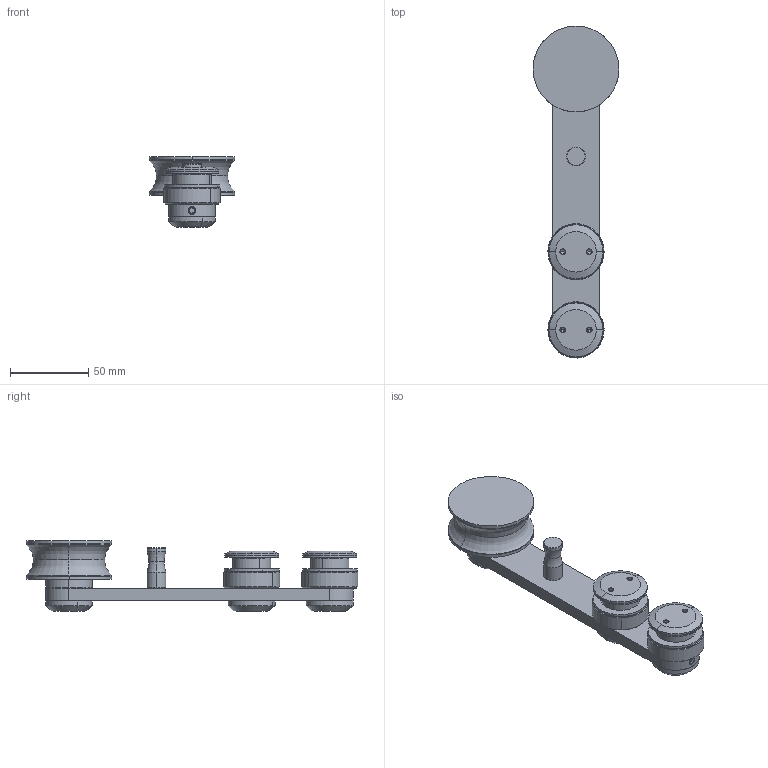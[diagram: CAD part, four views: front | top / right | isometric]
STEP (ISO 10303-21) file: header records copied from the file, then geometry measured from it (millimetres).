
FILE_DESCRIPTION (( 'STEP AP203' ), '1' );
FILE_NAME ('60810-240.step', '2018-07-23T12:05:19', ( '' ), ( '' ), 'SwSTEP 2.0', 'SolidWorks 2015', '' );
FILE_SCHEMA (( 'CONFIG_CONTROL_DESIGN' ));
Length unit declared in the file: millimetre
Products named in the file (18): 6081X-240 Teil2_6081X-240 Teil2; 60810-240 Teil1_60810-240 Teil1; 6081X-240 Teil10_6081X-240 Teil10; 6081X-240 Teil11_6081X-240 Teil11; 6081X-240 Teil5_6081X-240 Teil5; 6081X-240 Teil3_6081X-240 Teil3; 6081X-240 Teil8_6081X-240 Teil8; DIN-7991 M6-M10_DIN7991 M6x14; 6081X-240 Teil6_6081X-240 Teil6; 60810-240; 6081X-240 Teil7_6081X-240 Teil7; radial ball bearing_68_din_DIN 625 - 6002 - 12,DE,AC,12_68; 6081X-240 Teil12_6081X-240 Teil12; DIN-7991 M6-M10_DIN7991 M10x25; 6081X-240 Teil9_6081X-240 Teil9; circlips for shaft--type a large gb_GB_CONNECTING_PIECE_RING_RRA 15; DIN914_DIN 914 M5x8; 6081X-240 Teil4_6081X-240 Teil4
Assembly tree (26 placements, depth 2):
  60810-240
    6081X-240 Teil7_6081X-240 Teil7
    6081X-240 Teil2_6081X-240 Teil2
    6081X-240 Teil3_6081X-240 Teil3
    6081X-240 Teil4_6081X-240 Teil4
    6081X-240 Teil5_6081X-240 Teil5
    radial ball bearing_68_din_DIN 625 - 6002 - 12,DE,AC,12_68
    circlips for shaft--type a large gb_GB_CONNECTING_PIECE_RING_RRA 15
    6081X-240 Teil6_6081X-240 Teil6  x3
    DIN-7991 M6-M10_DIN7991 M10x25  x3
    DIN-7991 M6-M10_DIN7991 M6x14
    6081X-240 Teil8_6081X-240 Teil8  x2
    6081X-240 Teil9_6081X-240 Teil9  x2
    6081X-240 Teil11_6081X-240 Teil11  x2
    6081X-240 Teil10_6081X-240 Teil10  x2
    6081X-240 Teil12_6081X-240 Teil12  x2
    DIN914_DIN 914 M5x8
    60810-240 Teil1_60810-240 Teil1
Bounding box: 55 x 212.49 x 45 mm (x, y, z)
Volume: 142569.7 mm3; surface area: 83637.2 mm2
Topology: 26 solids, 26 shells, 987 faces, 2547 edges, 1612 vertices
Faces by surface type: cylinder 285, plane 275, cone 152, bspline 119, sphere 96, torus 60
Entity records: 45265 total; most frequent: CARTESIAN_POINT 25085, ORIENTED_EDGE 4026, DIRECTION 3363, EDGE_CURVE 2013, AXIS2_PLACEMENT_3D 1312, VERTEX_POINT 1301, EDGE_LOOP 872, ADVANCED_FACE 770
